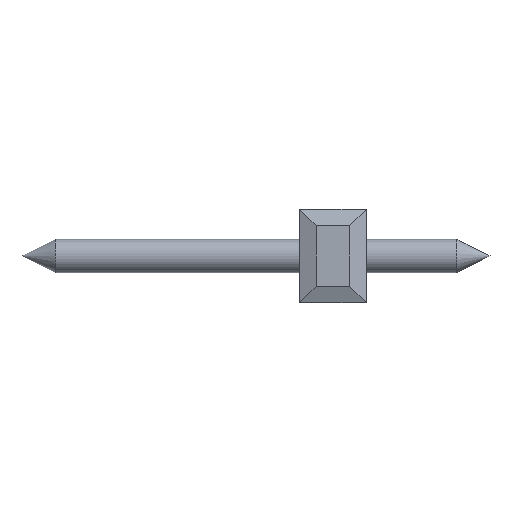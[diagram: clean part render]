
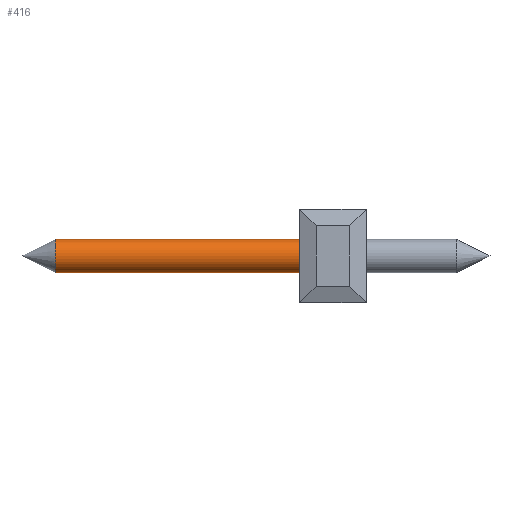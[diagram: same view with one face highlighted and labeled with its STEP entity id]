
A CAD part, left-side view. The second image highlights one B-rep face of the part: STEP entity #416.
In plain terms, the highlighted cylindrical face has radius 0.5 mm (diameter 1 mm), a full revolution.
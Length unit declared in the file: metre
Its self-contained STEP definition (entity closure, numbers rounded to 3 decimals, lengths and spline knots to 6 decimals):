
#416=ADVANCED_FACE('',(#849,#850),#851,.T.);
#849=FACE_OUTER_BOUND('',#1276,.T.);
#850=FACE_OUTER_BOUND('',#1277,.T.);
#851=CYLINDRICAL_SURFACE('',#1278,0.0005);
#1276=EDGE_LOOP('',(#2391));
#1277=EDGE_LOOP('',(#2392));
#1278=AXIS2_PLACEMENT_3D('',#2393,#2394,#2395);
#2391=ORIENTED_EDGE('',*,*,#2676,.F.);
#2392=ORIENTED_EDGE('',*,*,#2425,.T.);
#2393=CARTESIAN_POINT('',(0.203185,0.131078,0.0213));
#2394=DIRECTION('',(0.,-1.0,0.0));
#2395=DIRECTION('',(1.0,0.,0.0));
#2425=EDGE_CURVE('',#2857,#2857,#2858,.F.);
#2676=EDGE_CURVE('',#3270,#3270,#3271,.F.);
#2857=VERTEX_POINT('',#3457);
#2858=CIRCLE('',#3458,0.0005);
#3270=VERTEX_POINT('',#4074);
#3271=CIRCLE('',#4075,0.0005);
#3457=CARTESIAN_POINT('',(0.202685,0.130078,0.0213));
#3458=AXIS2_PLACEMENT_3D('',#4332,#4333,#4334);
#4074=CARTESIAN_POINT('',(0.202685,0.122578,0.0213));
#4075=AXIS2_PLACEMENT_3D('',#4542,#4543,#4544);
#4332=CARTESIAN_POINT('',(0.203185,0.130078,0.0213));
#4333=DIRECTION('',(0.,1.0,-0.0));
#4334=DIRECTION('',(-1.0,0.,0.0));
#4542=CARTESIAN_POINT('',(0.203185,0.122578,0.0213));
#4543=DIRECTION('',(0.,1.0,0.));
#4544=DIRECTION('',(-1.0,0.,0.));
